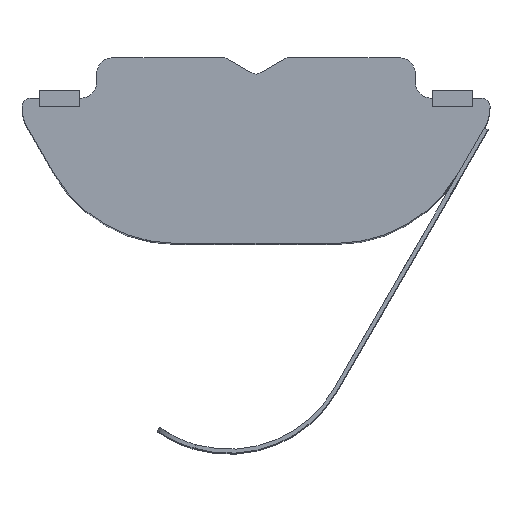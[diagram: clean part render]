
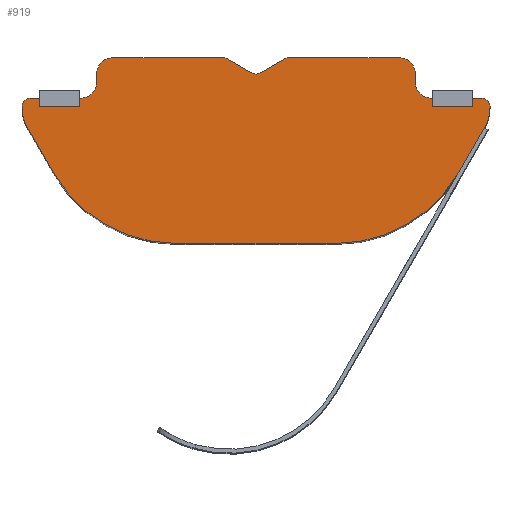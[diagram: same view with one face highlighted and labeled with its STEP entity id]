
A CAD part, top view. The second image highlights one B-rep face of the part: STEP entity #919.
In plain terms, the highlighted planar face has unit normal (0, 0, 1).
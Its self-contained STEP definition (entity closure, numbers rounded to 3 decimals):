
#268=CARTESIAN_POINT('',(-1.989,-4.6,8.0));
#269=VERTEX_POINT('',#268);
#276=CARTESIAN_POINT('',(-5.021,-2.85,8.0));
#277=VERTEX_POINT('',#276);
#278=CARTESIAN_POINT('',(-1.989,-1.1,8.0));
#279=DIRECTION('',(0.0,0.0,1.0));
#280=DIRECTION('',(1.0,0.0,0.0));
#281=AXIS2_PLACEMENT_3D('',#278,#279,#280);
#282=CIRCLE('',#281,3.5);
#283=EDGE_CURVE('',#277,#269,#282,.T.);
#317=CARTESIAN_POINT('',(1.989,-4.6,8.0));
#318=VERTEX_POINT('',#317);
#325=CARTESIAN_POINT('',(-1.989,-4.6,8.0));
#326=DIRECTION('',(1.0,0.0,0.0));
#327=VECTOR('',#326,3.979);
#328=LINE('',#325,#327);
#329=EDGE_CURVE('',#269,#318,#328,.T.);
#357=CARTESIAN_POINT('',(-3.55,0.0,8.0));
#358=VERTEX_POINT('',#357);
#365=CARTESIAN_POINT('',(-0.804,0.,8.0));
#366=VERTEX_POINT('',#365);
#367=CARTESIAN_POINT('',(-0.804,0.0,8.0));
#368=DIRECTION('',(-1.0,0.0,0.0));
#369=VECTOR('',#368,2.746);
#370=LINE('',#367,#369);
#371=EDGE_CURVE('',#366,#358,#370,.T.);
#544=CARTESIAN_POINT('',(5.021,-2.85,8.0));
#545=VERTEX_POINT('',#544);
#552=CARTESIAN_POINT('',(1.989,-1.1,8.0));
#553=DIRECTION('',(0.0,0.0,1.0));
#554=DIRECTION('',(1.0,0.0,0.0));
#555=AXIS2_PLACEMENT_3D('',#552,#553,#554);
#556=CIRCLE('',#555,3.5);
#557=EDGE_CURVE('',#318,#545,#556,.T.);
#585=CARTESIAN_POINT('',(3.95,-0.6,8.0));
#586=VERTEX_POINT('',#585);
#587=CARTESIAN_POINT('',(4.35,-1.0,8.0));
#588=VERTEX_POINT('',#587);
#589=CARTESIAN_POINT('',(4.35,-0.6,8.0));
#590=DIRECTION('',(0.0,0.0,1.0));
#591=DIRECTION('',(-0.707,-0.707,0.0));
#592=AXIS2_PLACEMENT_3D('',#589,#590,#591);
#593=CIRCLE('',#592,0.4);
#594=EDGE_CURVE('',#586,#588,#593,.T.);
#636=CARTESIAN_POINT('',(3.95,-0.4,8.0));
#637=VERTEX_POINT('',#636);
#644=CARTESIAN_POINT('',(3.95,-0.6,8.0));
#645=DIRECTION('',(0.0,1.0,0.0));
#646=VECTOR('',#645,0.2);
#647=LINE('',#644,#646);
#648=EDGE_CURVE('',#586,#637,#647,.T.);
#667=CARTESIAN_POINT('',(3.55,0.,8.0));
#668=VERTEX_POINT('',#667);
#675=CARTESIAN_POINT('',(3.55,-0.4,8.0));
#676=DIRECTION('',(0.0,0.0,-1.0));
#677=DIRECTION('',(0.707,0.707,0.0));
#678=AXIS2_PLACEMENT_3D('',#675,#676,#677);
#679=CIRCLE('',#678,0.4);
#680=EDGE_CURVE('',#668,#637,#679,.T.);
#686=CARTESIAN_POINT('',(-5.8,-1.0,8.0));
#687=DIRECTION('',(0.0,0.0,1.0));
#688=DIRECTION('',(1.0,0.0,0.0));
#689=AXIS2_PLACEMENT_3D('',#686,#687,#688);
#690=PLANE('',#689);
#691=ORIENTED_EDGE('',*,*,#680,.F.);
#692=CARTESIAN_POINT('',(0.804,0.,8.0));
#693=VERTEX_POINT('',#692);
#694=CARTESIAN_POINT('',(3.55,0.,8.0));
#695=DIRECTION('',(-1.0,0.0,0.0));
#696=VECTOR('',#695,2.746);
#697=LINE('',#694,#696);
#698=EDGE_CURVE('',#668,#693,#697,.T.);
#699=ORIENTED_EDGE('',*,*,#698,.T.);
#700=CARTESIAN_POINT('',(0.704,-0.027,8.0));
#701=VERTEX_POINT('',#700);
#702=CARTESIAN_POINT('',(0.804,-0.2,8.0));
#703=DIRECTION('',(0.0,0.0,1.0));
#704=DIRECTION('',(1.0,0.0,0.0));
#705=AXIS2_PLACEMENT_3D('',#702,#703,#704);
#706=CIRCLE('',#705,0.2);
#707=EDGE_CURVE('',#693,#701,#706,.T.);
#708=ORIENTED_EDGE('',*,*,#707,.T.);
#709=CARTESIAN_POINT('',(0.1,-0.375,8.0));
#710=VERTEX_POINT('',#709);
#711=CARTESIAN_POINT('',(0.704,-0.027,8.0));
#712=DIRECTION('',(-0.866,-0.5,0.0));
#713=VECTOR('',#712,0.697);
#714=LINE('',#711,#713);
#715=EDGE_CURVE('',#701,#710,#714,.T.);
#716=ORIENTED_EDGE('',*,*,#715,.T.);
#717=CARTESIAN_POINT('',(-0.1,-0.375,8.0));
#718=VERTEX_POINT('',#717);
#719=CARTESIAN_POINT('',(0.,-0.202,8.0));
#720=DIRECTION('',(0.0,0.0,-1.0));
#721=DIRECTION('',(1.0,0.0,0.0));
#722=AXIS2_PLACEMENT_3D('',#719,#720,#721);
#723=CIRCLE('',#722,0.2);
#724=EDGE_CURVE('',#710,#718,#723,.T.);
#725=ORIENTED_EDGE('',*,*,#724,.T.);
#726=CARTESIAN_POINT('',(-0.704,-0.027,8.0));
#727=VERTEX_POINT('',#726);
#728=CARTESIAN_POINT('',(-0.1,-0.375,8.0));
#729=DIRECTION('',(-0.866,0.5,0.0));
#730=VECTOR('',#729,0.697);
#731=LINE('',#728,#730);
#732=EDGE_CURVE('',#718,#727,#731,.T.);
#733=ORIENTED_EDGE('',*,*,#732,.T.);
#734=CARTESIAN_POINT('',(-0.804,-0.2,8.0));
#735=DIRECTION('',(0.0,0.0,1.0));
#736=DIRECTION('',(1.0,0.0,0.0));
#737=AXIS2_PLACEMENT_3D('',#734,#735,#736);
#738=CIRCLE('',#737,0.2);
#739=EDGE_CURVE('',#727,#366,#738,.T.);
#740=ORIENTED_EDGE('',*,*,#739,.T.);
#741=ORIENTED_EDGE('',*,*,#371,.T.);
#742=CARTESIAN_POINT('',(-3.95,-0.4,8.0));
#743=VERTEX_POINT('',#742);
#744=CARTESIAN_POINT('',(-3.55,-0.4,8.0));
#745=DIRECTION('',(0.0,0.0,-1.0));
#746=DIRECTION('',(-0.707,0.707,0.0));
#747=AXIS2_PLACEMENT_3D('',#744,#745,#746);
#748=CIRCLE('',#747,0.4);
#749=EDGE_CURVE('',#743,#358,#748,.T.);
#750=ORIENTED_EDGE('',*,*,#749,.F.);
#751=CARTESIAN_POINT('',(-3.95,-0.6,8.0));
#752=VERTEX_POINT('',#751);
#753=CARTESIAN_POINT('',(-3.95,-0.4,8.0));
#754=DIRECTION('',(0.0,-1.0,0.0));
#755=VECTOR('',#754,0.2);
#756=LINE('',#753,#755);
#757=EDGE_CURVE('',#743,#752,#756,.T.);
#758=ORIENTED_EDGE('',*,*,#757,.T.);
#759=CARTESIAN_POINT('',(-4.35,-1.0,8.0));
#760=VERTEX_POINT('',#759);
#761=CARTESIAN_POINT('',(-4.35,-0.6,8.0));
#762=DIRECTION('',(0.0,0.0,1.0));
#763=DIRECTION('',(0.707,-0.707,0.0));
#764=AXIS2_PLACEMENT_3D('',#761,#762,#763);
#765=CIRCLE('',#764,0.4);
#766=EDGE_CURVE('',#752,#760,#765,.F.);
#767=ORIENTED_EDGE('',*,*,#766,.T.);
#768=CARTESIAN_POINT('',(-4.375,-1.0,8.0));
#769=VERTEX_POINT('',#768);
#770=CARTESIAN_POINT('',(-4.35,-1.0,8.0));
#771=DIRECTION('',(-1.0,0.0,0.0));
#772=VECTOR('',#771,0.025);
#773=LINE('',#770,#772);
#774=EDGE_CURVE('',#760,#769,#773,.T.);
#775=ORIENTED_EDGE('',*,*,#774,.T.);
#776=CARTESIAN_POINT('',(-4.375,-1.2,8.0));
#777=VERTEX_POINT('',#776);
#778=CARTESIAN_POINT('',(-4.375,-1.2,8.0));
#779=DIRECTION('',(0.0,1.0,0.0));
#780=VECTOR('',#779,0.2);
#781=LINE('',#778,#780);
#782=EDGE_CURVE('',#777,#769,#781,.T.);
#783=ORIENTED_EDGE('',*,*,#782,.F.);
#784=CARTESIAN_POINT('',(-5.375,-1.2,8.0));
#785=VERTEX_POINT('',#784);
#786=CARTESIAN_POINT('',(-5.375,-1.2,8.0));
#787=DIRECTION('',(1.0,0.0,0.0));
#788=VECTOR('',#787,1.0);
#789=LINE('',#786,#788);
#790=EDGE_CURVE('',#785,#777,#789,.T.);
#791=ORIENTED_EDGE('',*,*,#790,.F.);
#792=CARTESIAN_POINT('',(-5.375,-1.0,8.0));
#793=VERTEX_POINT('',#792);
#794=CARTESIAN_POINT('',(-5.375,-1.2,8.0));
#795=DIRECTION('',(0.0,1.0,0.0));
#796=VECTOR('',#795,0.2);
#797=LINE('',#794,#796);
#798=EDGE_CURVE('',#785,#793,#797,.T.);
#799=ORIENTED_EDGE('',*,*,#798,.T.);
#800=CARTESIAN_POINT('',(-5.6,-1.0,8.0));
#801=VERTEX_POINT('',#800);
#802=CARTESIAN_POINT('',(-5.375,-1.0,8.0));
#803=DIRECTION('',(-1.0,0.0,0.0));
#804=VECTOR('',#803,0.225);
#805=LINE('',#802,#804);
#806=EDGE_CURVE('',#793,#801,#805,.T.);
#807=ORIENTED_EDGE('',*,*,#806,.T.);
#808=CARTESIAN_POINT('',(-5.8,-1.2,8.0));
#809=VERTEX_POINT('',#808);
#810=CARTESIAN_POINT('',(-5.6,-1.2,8.0));
#811=DIRECTION('',(0.0,0.0,1.0));
#812=DIRECTION('',(1.0,0.0,0.0));
#813=AXIS2_PLACEMENT_3D('',#810,#811,#812);
#814=CIRCLE('',#813,0.2);
#815=EDGE_CURVE('',#801,#809,#814,.T.);
#816=ORIENTED_EDGE('',*,*,#815,.T.);
#817=CARTESIAN_POINT('',(-5.8,-1.232,8.0));
#818=VERTEX_POINT('',#817);
#819=CARTESIAN_POINT('',(-5.8,-1.2,8.0));
#820=DIRECTION('',(0.0,-1.0,0.0));
#821=VECTOR('',#820,0.032);
#822=LINE('',#819,#821);
#823=EDGE_CURVE('',#809,#818,#822,.T.);
#824=ORIENTED_EDGE('',*,*,#823,.T.);
#825=CARTESIAN_POINT('',(-5.666,-1.732,8.0));
#826=VERTEX_POINT('',#825);
#827=CARTESIAN_POINT('',(-4.8,-1.232,8.0));
#828=DIRECTION('',(0.0,0.0,1.0));
#829=DIRECTION('',(1.0,0.0,0.0));
#830=AXIS2_PLACEMENT_3D('',#827,#828,#829);
#831=CIRCLE('',#830,1.0);
#832=EDGE_CURVE('',#818,#826,#831,.T.);
#833=ORIENTED_EDGE('',*,*,#832,.T.);
#834=CARTESIAN_POINT('',(-5.666,-1.732,8.0));
#835=DIRECTION('',(0.5,-0.866,0.0));
#836=VECTOR('',#835,1.291);
#837=LINE('',#834,#836);
#838=EDGE_CURVE('',#826,#277,#837,.T.);
#839=ORIENTED_EDGE('',*,*,#838,.T.);
#840=ORIENTED_EDGE('',*,*,#283,.T.);
#841=ORIENTED_EDGE('',*,*,#329,.T.);
#842=ORIENTED_EDGE('',*,*,#557,.T.);
#843=CARTESIAN_POINT('',(5.666,-1.732,8.0));
#844=VERTEX_POINT('',#843);
#845=CARTESIAN_POINT('',(5.021,-2.85,8.0));
#846=DIRECTION('',(0.5,0.866,0.0));
#847=VECTOR('',#846,1.291);
#848=LINE('',#845,#847);
#849=EDGE_CURVE('',#545,#844,#848,.T.);
#850=ORIENTED_EDGE('',*,*,#849,.T.);
#851=CARTESIAN_POINT('',(5.8,-1.232,8.0));
#852=VERTEX_POINT('',#851);
#853=CARTESIAN_POINT('',(4.8,-1.232,8.0));
#854=DIRECTION('',(0.0,0.0,1.0));
#855=DIRECTION('',(1.0,0.0,0.0));
#856=AXIS2_PLACEMENT_3D('',#853,#854,#855);
#857=CIRCLE('',#856,1.0);
#858=EDGE_CURVE('',#844,#852,#857,.T.);
#859=ORIENTED_EDGE('',*,*,#858,.T.);
#860=CARTESIAN_POINT('',(5.8,-1.2,8.0));
#861=VERTEX_POINT('',#860);
#862=CARTESIAN_POINT('',(5.8,-1.232,8.0));
#863=DIRECTION('',(0.0,1.0,0.0));
#864=VECTOR('',#863,0.032);
#865=LINE('',#862,#864);
#866=EDGE_CURVE('',#852,#861,#865,.T.);
#867=ORIENTED_EDGE('',*,*,#866,.T.);
#868=CARTESIAN_POINT('',(5.6,-1.0,8.0));
#869=VERTEX_POINT('',#868);
#870=CARTESIAN_POINT('',(5.6,-1.2,8.0));
#871=DIRECTION('',(0.0,0.0,1.0));
#872=DIRECTION('',(1.0,0.0,0.0));
#873=AXIS2_PLACEMENT_3D('',#870,#871,#872);
#874=CIRCLE('',#873,0.2);
#875=EDGE_CURVE('',#861,#869,#874,.T.);
#876=ORIENTED_EDGE('',*,*,#875,.T.);
#877=CARTESIAN_POINT('',(5.375,-1.0,8.0));
#878=VERTEX_POINT('',#877);
#879=CARTESIAN_POINT('',(5.6,-1.0,8.0));
#880=DIRECTION('',(-1.0,0.0,0.0));
#881=VECTOR('',#880,0.225);
#882=LINE('',#879,#881);
#883=EDGE_CURVE('',#869,#878,#882,.T.);
#884=ORIENTED_EDGE('',*,*,#883,.T.);
#885=CARTESIAN_POINT('',(5.375,-1.2,8.0));
#886=VERTEX_POINT('',#885);
#887=CARTESIAN_POINT('',(5.375,-1.2,8.0));
#888=DIRECTION('',(0.0,1.0,0.0));
#889=VECTOR('',#888,0.2);
#890=LINE('',#887,#889);
#891=EDGE_CURVE('',#886,#878,#890,.T.);
#892=ORIENTED_EDGE('',*,*,#891,.F.);
#893=CARTESIAN_POINT('',(4.375,-1.2,8.0));
#894=VERTEX_POINT('',#893);
#895=CARTESIAN_POINT('',(4.375,-1.2,8.0));
#896=DIRECTION('',(1.0,0.0,0.0));
#897=VECTOR('',#896,1.0);
#898=LINE('',#895,#897);
#899=EDGE_CURVE('',#894,#886,#898,.T.);
#900=ORIENTED_EDGE('',*,*,#899,.F.);
#901=CARTESIAN_POINT('',(4.375,-1.0,8.0));
#902=VERTEX_POINT('',#901);
#903=CARTESIAN_POINT('',(4.375,-1.2,8.0));
#904=DIRECTION('',(0.0,1.0,0.0));
#905=VECTOR('',#904,0.2);
#906=LINE('',#903,#905);
#907=EDGE_CURVE('',#894,#902,#906,.T.);
#908=ORIENTED_EDGE('',*,*,#907,.T.);
#909=CARTESIAN_POINT('',(4.375,-1.0,8.0));
#910=DIRECTION('',(-1.0,0.0,0.0));
#911=VECTOR('',#910,0.025);
#912=LINE('',#909,#911);
#913=EDGE_CURVE('',#902,#588,#912,.T.);
#914=ORIENTED_EDGE('',*,*,#913,.T.);
#915=ORIENTED_EDGE('',*,*,#594,.F.);
#916=ORIENTED_EDGE('',*,*,#648,.T.);
#917=EDGE_LOOP('',(#691,#699,#708,#716,#725,#733,#740,#741,#750,#758,#767,#775,#783,#791,#799,#807,#816,#824,#833,#839,#840,#841,#842,#850,#859,#867,#876,#884,#892,#900,#908,#914,#915,#916));
#918=FACE_OUTER_BOUND('',#917,.T.);
#919=ADVANCED_FACE('',(#918),#690,.T.);
